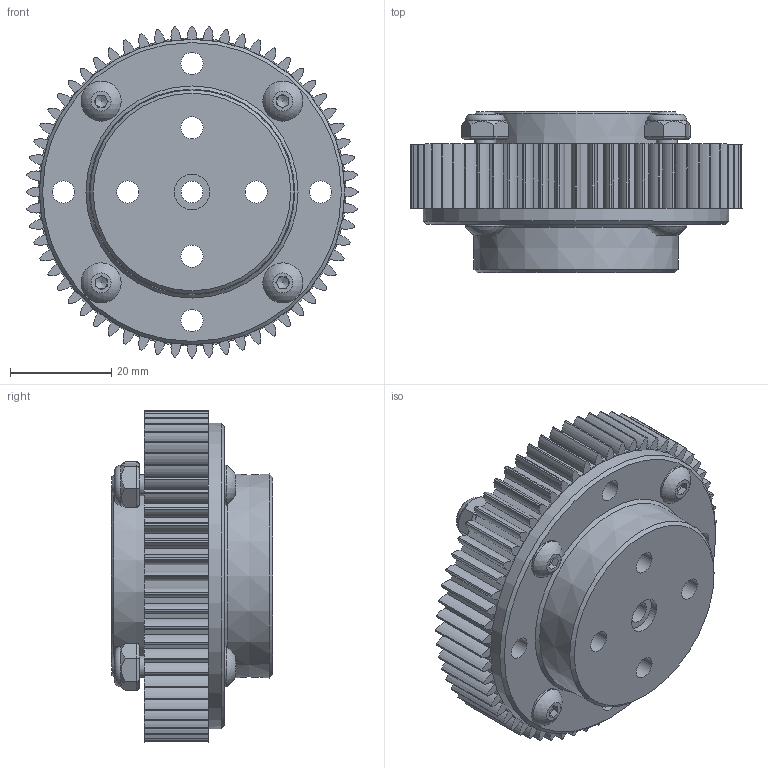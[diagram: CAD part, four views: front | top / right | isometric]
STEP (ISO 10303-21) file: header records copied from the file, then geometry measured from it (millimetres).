
FILE_DESCRIPTION(/* description */ (''),/* implementation_level */ '2;1');
FILE_NAME(/* name */ '2.6'''' diameter Turntable Bearing.iam.step',/* time_stamp */ '2020-04-16T23:33:02-04:00',/* author */ ('Jordan'),/* organization */ (''),/* preprocessor_version */ 'ST-DEVELOPER v17',/* originating_system */ 'Autodesk Inventor 2019',/* authorisation */ '');
FILE_SCHEMA (('AUTOMOTIVE_DESIGN { 1 0 10303 214 3 1 1 }'));
Length unit declared in the file: inch
Products named in the file (7): ASM0001_ASM; 276-1810-009_ANY; 276-1810-008_ANY; 276-1810-006_ANY; Screw 8-32 x 0.875''-Silver; 276-1810-007_ANY; Nut 8-32 Nylock
Assembly tree (8 placements, depth 2):
  ASM0001_ASM
    276-1810-009_ANY
    Nut 8-32 Nylock  x4
    276-1810-008_ANY
    276-1810-006_ANY
    276-1810-007_ANY
  Screw 8-32 x 0.875''-Silver
Bounding box: 65.62 x 31.88 x 65.62 mm (x, y, z)
Volume: 34623.8 mm3; surface area: 45155.9 mm2
Topology: 12 solids, 12 shells, 1113 faces, 3207 edges, 2163 vertices
Faces by surface type: cylinder 639, plane 381, cone 56, sphere 20, torus 17
Full cylindrical faces by diameter (mm): 2.2 x8, 2.3 x8, 3.391 x4, 4.166 x4, 4.3 x1, 4.4 x32, 5.588 x4, 6.985 x1, 7.874 x4, 7.925 x4, 8 x1
Entity records: 34593 total; most frequent: DIRECTION 6425, CARTESIAN_POINT 6286, ORIENTED_EDGE 5812, EDGE_CURVE 2906, AXIS2_PLACEMENT_3D 2561, VERTEX_POINT 1965, CIRCLE 1534, LINE 1303
